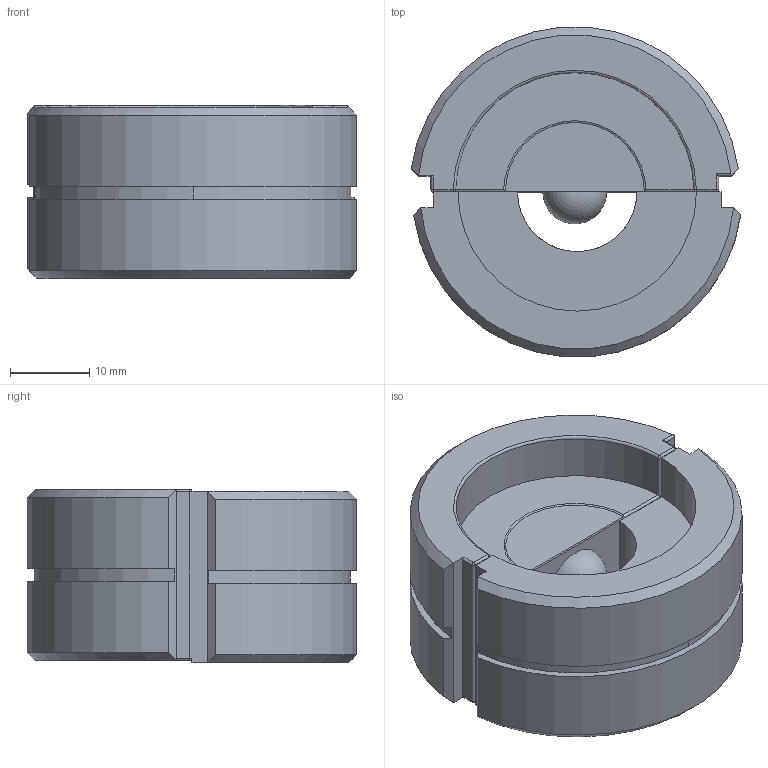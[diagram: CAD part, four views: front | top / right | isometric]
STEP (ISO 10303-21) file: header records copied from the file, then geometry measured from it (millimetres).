
FILE_DESCRIPTION (( 'STEP AP214' ), '1' );
FILE_NAME ('2040-037A.STEP', '2024-09-24T13:21:23', ( '' ), ( '' ), 'SwSTEP 2.0', 'SolidWorks 2022', '' );
FILE_SCHEMA (( 'AUTOMOTIVE_DESIGN' ));
Length unit declared in the file: millimetre
Products named in the file (3): 2040-037.1; 2040-037.2; 2040-037A
Assembly tree (2 placements, depth 2):
  2040-037A
    2040-037.1
    2040-037.2
Bounding box: 41.59 x 41.56 x 21.85 mm (x, y, z)
Volume: 19419 mm3; surface area: 7639.5 mm2
Topology: 2 solids, 2 shells, 102 faces, 276 edges, 173 vertices
Faces by surface type: plane 44, cylinder 30, bspline 14, sphere 6, torus 4, cone 4
Entity records: 4029 total; most frequent: CARTESIAN_POINT 1522, ORIENTED_EDGE 536, DIRECTION 457, EDGE_CURVE 268, VERTEX_POINT 173, AXIS2_PLACEMENT_3D 160, LINE 137, VECTOR 137
